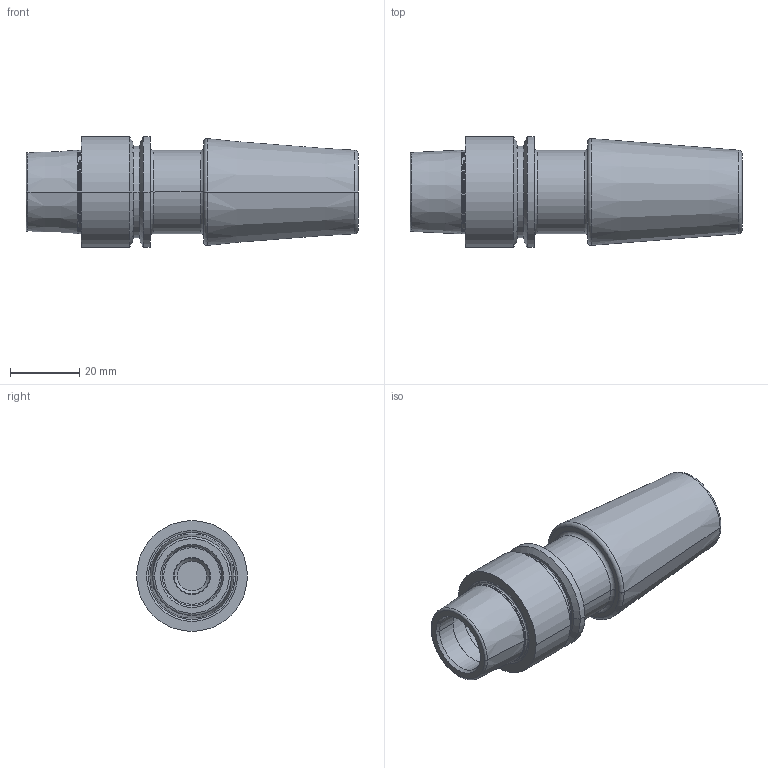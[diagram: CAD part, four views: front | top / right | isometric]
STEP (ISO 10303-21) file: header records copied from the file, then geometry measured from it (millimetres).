
FILE_DESCRIPTION((''),'2;1');
FILE_NAME('E32-140-10','2013-01-11T',('mei'),(''),'PRO/ENGINEER BY PARAMETRIC TECHNOLOGY CORPORATION, 2010430','PRO/ENGINEER BY PARAMETRIC TECHNOLOGY CORPORATION, 2010430','');
FILE_SCHEMA(('CONFIG_CONTROL_DESIGN'));
Length unit declared in the file: millimetre
Products named in the file (1): E32-140-10
Bounding box: 95.9 x 32 x 32 mm (x, y, z)
Volume: 45732.9 mm3; surface area: 13217 mm2
Topology: 1 solids, 1 shells, 84 faces, 166 edges, 92 vertices
Faces by surface type: torus 28, cylinder 24, cone 22, plane 10
Entity records: 2200 total; most frequent: DIRECTION 454, CARTESIAN_POINT 342, ORIENTED_EDGE 332, AXIS2_PLACEMENT_3D 204, EDGE_CURVE 166, CIRCLE 120, VERTEX_POINT 92, EDGE_LOOP 92
